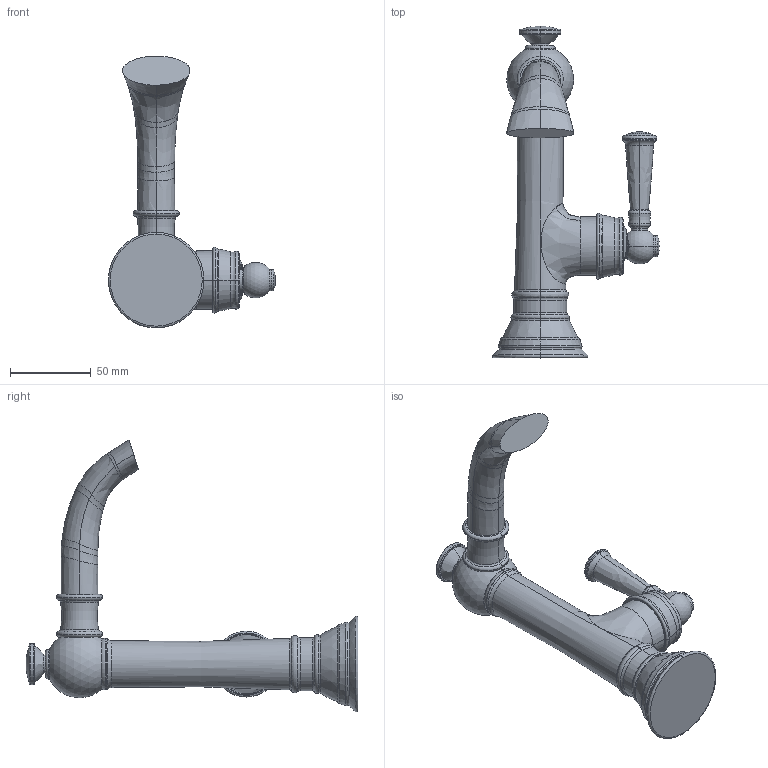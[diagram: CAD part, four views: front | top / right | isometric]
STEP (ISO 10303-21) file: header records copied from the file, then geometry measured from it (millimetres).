
FILE_DESCRIPTION((''),'2;1');
FILE_NAME('2433_SW0002','2021-02-10T17:07:50',('rsmith'),(''),'CREO PARAMETRIC BY PTC INC, 2018400','CREO PARAMETRIC BY PTC INC, 2018400','');
FILE_SCHEMA(('AUTOMOTIVE_DESIGN { 1 0 10303 214 1 1 1 1 }'));
Length unit declared in the file: inch
Products named in the file (1): 2433_SW0002
Bounding box: 103.84 x 206.17 x 168.85 mm (x, y, z)
Volume: 278965.2 mm3; surface area: 52826.9 mm2
Topology: 1 solids, 4 shells, 384 faces, 881 edges, 511 vertices
Faces by surface type: torus 106, bspline 88, cylinder 83, plane 58, cone 28, revolution 12, sphere 9
Entity records: 20131 total; most frequent: CARTESIAN_POINT 7183, ORIENTED_EDGE 1754, DIRECTION 1681, PRESENTATION_STYLE_ASSIGNMENT 1146, STYLED_ITEM 897, CURVE_STYLE 889, EDGE_CURVE 877, AXIS2_PLACEMENT_3D 735
